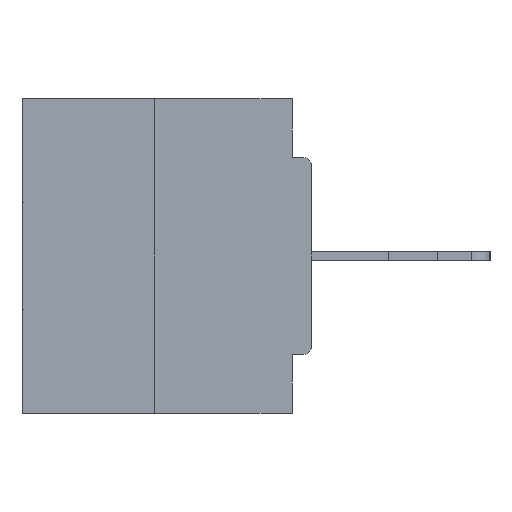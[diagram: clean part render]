
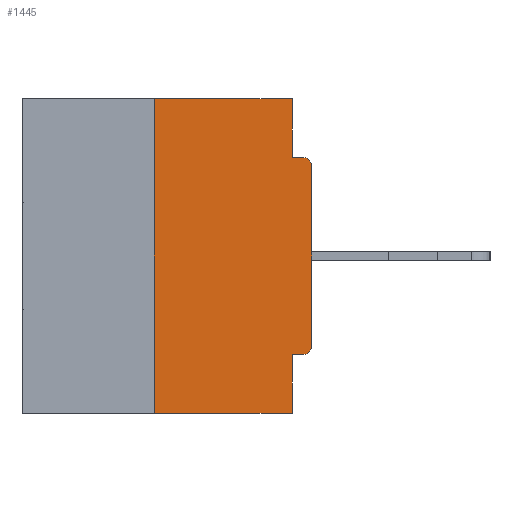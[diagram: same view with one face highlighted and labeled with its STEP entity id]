
A CAD part, left-side view. The second image highlights one B-rep face of the part: STEP entity #1445.
In plain terms, the highlighted planar face has unit normal (-1, 0, 0).
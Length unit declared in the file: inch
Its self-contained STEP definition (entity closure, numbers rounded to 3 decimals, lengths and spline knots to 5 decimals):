
#309 = CARTESIAN_POINT ( 'NONE',  ( 0., 0., -0.0935 ) ) ;
#1018 = CARTESIAN_POINT ( 'NONE',  ( 0., 0.031, -0.5 ) ) ;
#1040 = LINE ( 'NONE', #24038, #30926 ) ;
#1055 = ORIENTED_EDGE ( 'NONE', *, *, #1219, .T. ) ;
#1219 = EDGE_CURVE ( 'NONE', #12773, #17049, #5909, .T. ) ;
#1326 = EDGE_CURVE ( 'NONE', #26127, #12773, #23780, .T. ) ;
#1445 = ADVANCED_FACE ( 'NONE', ( #31939 ), #25068, .F. ) ;
#1502 = ORIENTED_EDGE ( 'NONE', *, *, #30188, .F. ) ;
#2415 = VERTEX_POINT ( 'NONE', #24847 ) ;
#2535 = VECTOR ( 'NONE', #31165, 39.37008 ) ;
#3030 = EDGE_CURVE ( 'NONE', #24057, #12389, #22526, .T. ) ;
#3873 = CARTESIAN_POINT ( 'NONE',  ( 0., 0.25, -0.5 ) ) ;
#4097 = DIRECTION ( 'NONE',  ( 0., -1., 0. ) ) ;
#5232 = EDGE_CURVE ( 'NONE', #8474, #12389, #26339, .T. ) ;
#5308 = DIRECTION ( 'NONE',  ( 0., 0., -1. ) ) ;
#5909 = LINE ( 'NONE', #33670, #2535 ) ;
#6090 = CARTESIAN_POINT ( 'NONE',  ( 0., 0.015, -0.1085 ) ) ;
#7019 = CARTESIAN_POINT ( 'NONE',  ( 0., 0.46, -0.5 ) ) ;
#7161 = DIRECTION ( 'NONE',  ( 0., 0., 1. ) ) ;
#7232 = EDGE_CURVE ( 'NONE', #31659, #2415, #30841, .T. ) ;
#7475 = CARTESIAN_POINT ( 'NONE',  ( 0., 0.015, -0.4065 ) ) ;
#8071 = DIRECTION ( 'NONE',  ( 0., 1., 0. ) ) ;
#8474 = VERTEX_POINT ( 'NONE', #10625 ) ;
#9306 = CARTESIAN_POINT ( 'NONE',  ( 0., 0.015, -0.0935 ) ) ;
#9415 = DIRECTION ( 'NONE',  ( 0., -1., 0. ) ) ;
#10625 = CARTESIAN_POINT ( 'NONE',  ( 0., 0.031, -0.4065 ) ) ;
#11799 = DIRECTION ( 'NONE',  ( 0., 0., -1. ) ) ;
#12023 = ORIENTED_EDGE ( 'NONE', *, *, #21479, .F. ) ;
#12389 = VERTEX_POINT ( 'NONE', #33945 ) ;
#12424 = ORIENTED_EDGE ( 'NONE', *, *, #1326, .T. ) ;
#12773 = VERTEX_POINT ( 'NONE', #29328 ) ;
#12857 = LINE ( 'NONE', #309, #20000 ) ;
#12883 = VECTOR ( 'NONE', #21478, 39.37008 ) ;
#13062 = EDGE_CURVE ( 'NONE', #24057, #15154, #33502, .T. ) ;
#13461 = DIRECTION ( 'NONE',  ( 0., -1., 0. ) ) ;
#14328 = CIRCLE ( 'NONE', #33857, 0.015 ) ;
#14351 = ORIENTED_EDGE ( 'NONE', *, *, #31748, .T. ) ;
#15154 = VERTEX_POINT ( 'NONE', #17317 ) ;
#15782 = ORIENTED_EDGE ( 'NONE', *, *, #29372, .F. ) ;
#15822 = CARTESIAN_POINT ( 'NONE',  ( 0., 0., -0.1085 ) ) ;
#16189 = ORIENTED_EDGE ( 'NONE', *, *, #3030, .T. ) ;
#16384 = AXIS2_PLACEMENT_3D ( 'NONE', #24947, #22286, #11799 ) ;
#17049 = VERTEX_POINT ( 'NONE', #15822 ) ;
#17317 = CARTESIAN_POINT ( 'NONE',  ( 0., 0.25, 0. ) ) ;
#17800 = CARTESIAN_POINT ( 'NONE',  ( 0., 0.25, 0. ) ) ;
#19339 = DIRECTION ( 'NONE',  ( 0., 0., -1. ) ) ;
#20000 = VECTOR ( 'NONE', #13461, 39.37008 ) ;
#20425 = ORIENTED_EDGE ( 'NONE', *, *, #13062, .F. ) ;
#21478 = DIRECTION ( 'NONE',  ( 0., 0., -1. ) ) ;
#21479 = EDGE_CURVE ( 'NONE', #26127, #8474, #1040, .T. ) ;
#21498 = DIRECTION ( 'NONE',  ( -1., 0., 0. ) ) ;
#22049 = DIRECTION ( 'NONE',  ( -1., 0., 0. ) ) ;
#22157 = CARTESIAN_POINT ( 'NONE',  ( 0., 0.031, 0. ) ) ;
#22286 = DIRECTION ( 'NONE',  ( 1., 0., 0. ) ) ;
#22526 = LINE ( 'NONE', #7019, #25870 ) ;
#22722 = CARTESIAN_POINT ( 'NONE',  ( 0., 0.46, 0. ) ) ;
#23471 = ORIENTED_EDGE ( 'NONE', *, *, #7232, .F. ) ;
#23780 = CIRCLE ( 'NONE', #24719, 0.015 ) ;
#23943 = CARTESIAN_POINT ( 'NONE',  ( 0., 0.031, 0. ) ) ;
#24038 = CARTESIAN_POINT ( 'NONE',  ( 0., 0., -0.4065 ) ) ;
#24057 = VERTEX_POINT ( 'NONE', #3873 ) ;
#24316 = CARTESIAN_POINT ( 'NONE',  ( 0., 0.015, -0.3915 ) ) ;
#24719 = AXIS2_PLACEMENT_3D ( 'NONE', #24316, #21498, #5308 ) ;
#24847 = CARTESIAN_POINT ( 'NONE',  ( 0., 0.031, -0.0935 ) ) ;
#24947 = CARTESIAN_POINT ( 'NONE',  ( 0., 0.46, 0. ) ) ;
#25039 = VERTEX_POINT ( 'NONE', #9306 ) ;
#25068 = PLANE ( 'NONE',  #16384 ) ;
#25304 = DIRECTION ( 'NONE',  ( 0., 0., -1. ) ) ;
#25359 = VECTOR ( 'NONE', #25304, 39.37008 ) ;
#25424 = EDGE_LOOP ( 'NONE', ( #1502, #20425, #16189, #28139, #12023, #12424, #1055, #14351, #15782, #23471 ) ) ;
#25870 = VECTOR ( 'NONE', #4097, 39.37008 ) ;
#26127 = VERTEX_POINT ( 'NONE', #7475 ) ;
#26302 = VECTOR ( 'NONE', #7161, 39.37008 ) ;
#26339 = LINE ( 'NONE', #1018, #12883 ) ;
#27976 = LINE ( 'NONE', #22722, #33884 ) ;
#28139 = ORIENTED_EDGE ( 'NONE', *, *, #5232, .F. ) ;
#29328 = CARTESIAN_POINT ( 'NONE',  ( 0., 0., -0.3915 ) ) ;
#29372 = EDGE_CURVE ( 'NONE', #2415, #25039, #12857, .T. ) ;
#30188 = EDGE_CURVE ( 'NONE', #15154, #31659, #27976, .T. ) ;
#30841 = LINE ( 'NONE', #22157, #25359 ) ;
#30926 = VECTOR ( 'NONE', #8071, 39.37008 ) ;
#31165 = DIRECTION ( 'NONE',  ( 0., 0., 1. ) ) ;
#31659 = VERTEX_POINT ( 'NONE', #23943 ) ;
#31748 = EDGE_CURVE ( 'NONE', #17049, #25039, #14328, .T. ) ;
#31939 = FACE_OUTER_BOUND ( 'NONE', #25424, .T. ) ;
#33502 = LINE ( 'NONE', #17800, #26302 ) ;
#33670 = CARTESIAN_POINT ( 'NONE',  ( 0., 0., 0. ) ) ;
#33857 = AXIS2_PLACEMENT_3D ( 'NONE', #6090, #22049, #19339 ) ;
#33884 = VECTOR ( 'NONE', #9415, 39.37008 ) ;
#33945 = CARTESIAN_POINT ( 'NONE',  ( 0., 0.031, -0.5 ) ) ;
